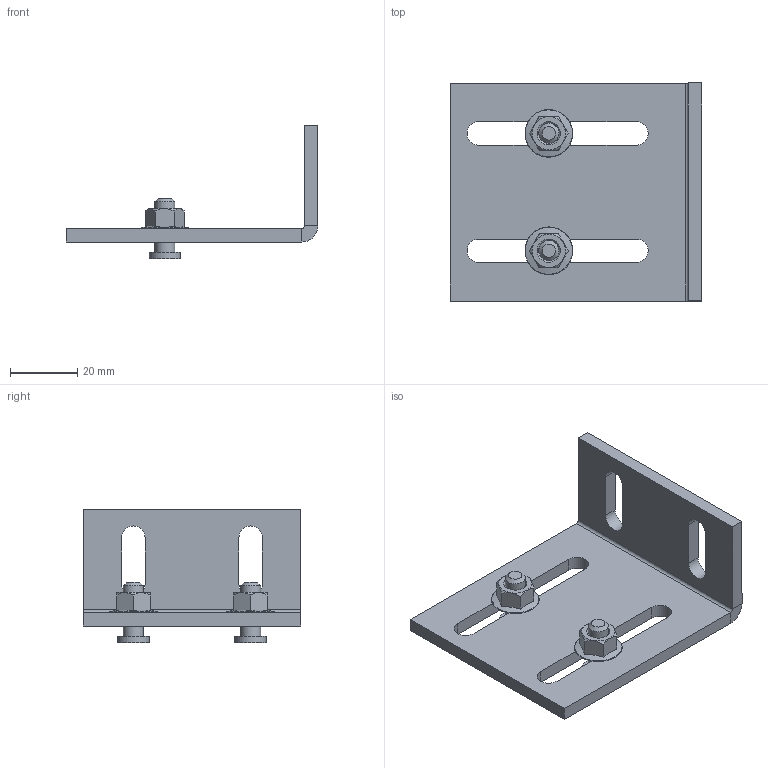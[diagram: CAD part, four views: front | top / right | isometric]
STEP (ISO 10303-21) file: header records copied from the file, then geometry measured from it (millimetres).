
FILE_DESCRIPTION(('STEP AP203'), '1');
FILE_NAME('ÐË164.05.00.000 Êðîíøòåéí ñ âèíòîì (ÎÁ)', '2015-09-29T12:31:38', (''), (''), 'ASCON STEP Converter 1.3', 'ASCON Math Kernel', '');
FILE_SCHEMA(('CONFIG_CONTROL_DESIGN'));
Length unit declared in the file: millimetre
Products named in the file (1): 倓164.05.00.00013
Bounding box: 75 x 65 x 39.83 mm (x, y, z)
Volume: 25087.4 mm3; surface area: 15712 mm2
Topology: 1 solids, 1 shells, 84 faces, 220 edges, 140 vertices
Faces by surface type: plane 54, cylinder 18, cone 10, torus 2
Full cylindrical faces by diameter (mm): 6 x4, 9.4 x2, 14.2 x2
Entity records: 3414 total; most frequent: CARTESIAN_POINT 1349, DIRECTION 418, ORIENTED_EDGE 400, EDGE_CURVE 200, AXIS2_PLACEMENT_3D 159, VERTEX_POINT 140, EDGE_LOOP 118, LINE 100
